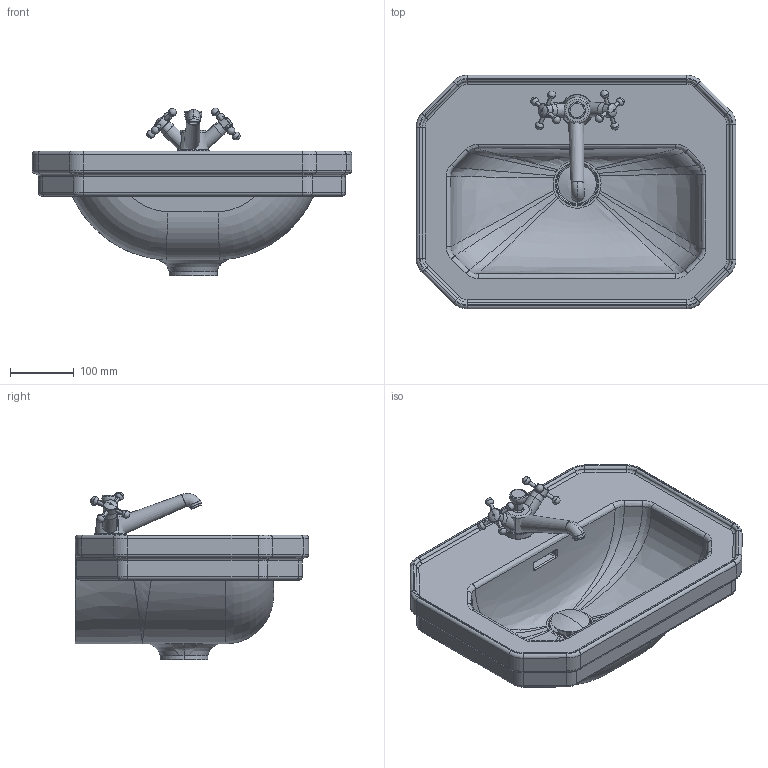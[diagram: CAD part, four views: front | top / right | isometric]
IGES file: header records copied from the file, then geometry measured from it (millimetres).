
Global section: file name: No Iges File Name specified; native system: AutoDesk Inventor R11.0; preprocessor: AutoDesk Inventor Iges Exporter R11.0; author: No Author specified; organization: No Organization specified; date: 20080103.130835; units: millimetre
Bounding box: 500 x 365 x 262.51 mm (x, y, z)
Volume: 9198588.1 mm3; surface area: 766663.4 mm2
Topology: 17 solids, 17 shells, 399 faces, 924 edges, 529 vertices
Faces by surface type: cylinder 95, plane 91, bspline 82, torus 58, revolution 47, sphere 18, cone 8
